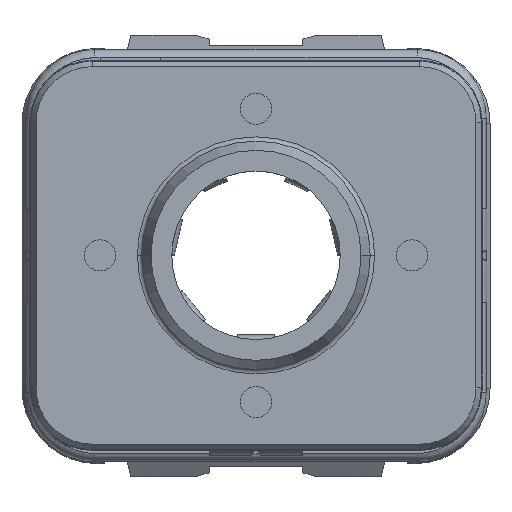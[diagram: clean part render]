
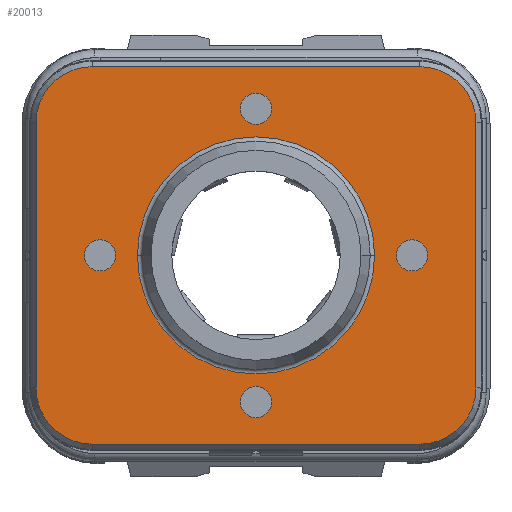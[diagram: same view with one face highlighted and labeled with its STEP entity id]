
A CAD part, top view. The second image highlights one B-rep face of the part: STEP entity #20013.
In plain terms, the highlighted planar face has unit normal (0, 0, 1).
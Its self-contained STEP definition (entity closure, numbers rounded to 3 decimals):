
#7637=CARTESIAN_POINT('',(-5.25,-4.25,4.155));
#7638=DIRECTION('',(0.,0.,1.));
#7639=DIRECTION('',(-1.,0.,0.));
#7640=AXIS2_PLACEMENT_3D('',#7637,#7638,#7639);
#7642=DIRECTION('',(0.,-1.,0.));
#7643=VECTOR('',#7642,8.5);
#7644=CARTESIAN_POINT('',(-7.05,4.25,4.155));
#7645=LINE('',#7644,#7643);
#7646=CARTESIAN_POINT('',(-5.25,4.25,4.155));
#7647=DIRECTION('',(0.,0.,1.));
#7648=DIRECTION('',(0.,1.,0.));
#7649=AXIS2_PLACEMENT_3D('',#7646,#7647,#7648);
#7651=DIRECTION('',(-1.,0.,0.));
#7652=VECTOR('',#7651,10.5);
#7653=CARTESIAN_POINT('',(5.25,6.05,4.155));
#7654=LINE('',#7653,#7652);
#7655=CARTESIAN_POINT('',(5.25,4.25,4.155));
#7656=DIRECTION('',(0.,0.,1.));
#7657=DIRECTION('',(1.,0.,0.));
#7658=AXIS2_PLACEMENT_3D('',#7655,#7656,#7657);
#7660=DIRECTION('',(0.,1.,0.));
#7661=VECTOR('',#7660,8.5);
#7662=CARTESIAN_POINT('',(7.05,-4.25,4.155));
#7663=LINE('',#7662,#7661);
#7664=CARTESIAN_POINT('',(5.25,-4.25,4.155));
#7665=DIRECTION('',(0.,0.,1.));
#7666=DIRECTION('',(0.,-1.,0.));
#7667=AXIS2_PLACEMENT_3D('',#7664,#7665,#7666);
#7669=DIRECTION('',(1.,0.,0.));
#7670=VECTOR('',#7669,10.5);
#7671=CARTESIAN_POINT('',(-5.25,-6.05,4.155));
#7672=LINE('',#7671,#7670);
#7673=CARTESIAN_POINT('',(0.,0.,4.155));
#7674=DIRECTION('',(0.,0.,1.));
#7675=DIRECTION('',(1.,0.,0.));
#7676=AXIS2_PLACEMENT_3D('',#7673,#7674,#7675);
#7678=CARTESIAN_POINT('',(0.,0.,4.155));
#7679=DIRECTION('',(0.,0.,1.));
#7680=DIRECTION('',(-1.,0.,0.));
#7681=AXIS2_PLACEMENT_3D('',#7678,#7679,#7680);
#8971=CARTESIAN_POINT('',(0.,4.7,4.155));
#8972=DIRECTION('',(0.,0.,1.));
#8973=DIRECTION('',(1.,0.,0.));
#8974=AXIS2_PLACEMENT_3D('',#8971,#8972,#8973);
#8980=CARTESIAN_POINT('',(0.,4.7,4.155));
#8981=DIRECTION('',(0.,0.,1.));
#8982=DIRECTION('',(-1.,0.,0.));
#8983=AXIS2_PLACEMENT_3D('',#8980,#8981,#8982);
#8999=CARTESIAN_POINT('',(-5.,0.,4.155));
#9000=DIRECTION('',(0.,0.,1.));
#9001=DIRECTION('',(1.,0.,0.));
#9002=AXIS2_PLACEMENT_3D('',#8999,#9000,#9001);
#9008=CARTESIAN_POINT('',(-5.,0.,4.155));
#9009=DIRECTION('',(0.,0.,1.));
#9010=DIRECTION('',(-1.,0.,0.));
#9011=AXIS2_PLACEMENT_3D('',#9008,#9009,#9010);
#9027=CARTESIAN_POINT('',(5.,0.,4.155));
#9028=DIRECTION('',(0.,0.,1.));
#9029=DIRECTION('',(1.,0.,0.));
#9030=AXIS2_PLACEMENT_3D('',#9027,#9028,#9029);
#9036=CARTESIAN_POINT('',(5.,0.,4.155));
#9037=DIRECTION('',(0.,0.,1.));
#9038=DIRECTION('',(-1.,0.,0.));
#9039=AXIS2_PLACEMENT_3D('',#9036,#9037,#9038);
#9055=CARTESIAN_POINT('',(0.,-4.7,4.155));
#9056=DIRECTION('',(0.,0.,1.));
#9057=DIRECTION('',(1.,0.,0.));
#9058=AXIS2_PLACEMENT_3D('',#9055,#9056,#9057);
#9064=CARTESIAN_POINT('',(0.,-4.7,4.155));
#9065=DIRECTION('',(0.,0.,1.));
#9066=DIRECTION('',(-1.,0.,0.));
#9067=AXIS2_PLACEMENT_3D('',#9064,#9065,#9066);
#11324=CARTESIAN_POINT('',(-7.05,-4.25,4.155));
#11325=CARTESIAN_POINT('',(-5.25,-6.05,4.155));
#11326=VERTEX_POINT('',#11324);
#11327=VERTEX_POINT('',#11325);
#11328=CARTESIAN_POINT('',(5.25,-6.05,4.155));
#11329=VERTEX_POINT('',#11328);
#11330=CARTESIAN_POINT('',(7.05,-4.25,4.155));
#11331=VERTEX_POINT('',#11330);
#11332=CARTESIAN_POINT('',(7.05,4.25,4.155));
#11333=VERTEX_POINT('',#11332);
#11334=CARTESIAN_POINT('',(5.25,6.05,4.155));
#11335=VERTEX_POINT('',#11334);
#11336=CARTESIAN_POINT('',(-5.25,6.05,4.155));
#11337=VERTEX_POINT('',#11336);
#11338=CARTESIAN_POINT('',(-7.05,4.25,4.155));
#11339=VERTEX_POINT('',#11338);
#11404=CARTESIAN_POINT('',(3.8,0.,4.155));
#11405=CARTESIAN_POINT('',(-3.8,0.,4.155));
#11406=VERTEX_POINT('',#11404);
#11407=VERTEX_POINT('',#11405);
#11656=CARTESIAN_POINT('',(0.5,4.7,4.155));
#11657=CARTESIAN_POINT('',(-0.5,4.7,4.155));
#11658=VERTEX_POINT('',#11656);
#11659=VERTEX_POINT('',#11657);
#11660=CARTESIAN_POINT('',(-4.5,0.,4.155));
#11661=CARTESIAN_POINT('',(-5.5,0.,4.155));
#11662=VERTEX_POINT('',#11660);
#11663=VERTEX_POINT('',#11661);
#11664=CARTESIAN_POINT('',(5.5,0.,4.155));
#11665=CARTESIAN_POINT('',(4.5,0.,4.155));
#11666=VERTEX_POINT('',#11664);
#11667=VERTEX_POINT('',#11665);
#11668=CARTESIAN_POINT('',(0.5,-4.7,4.155));
#11669=CARTESIAN_POINT('',(-0.5,-4.7,4.155));
#11670=VERTEX_POINT('',#11668);
#11671=VERTEX_POINT('',#11669);
#19968=CARTESIAN_POINT('',(0.,0.,4.155));
#19969=DIRECTION('',(0.,0.,1.));
#19970=DIRECTION('',(1.,0.,0.));
#19971=AXIS2_PLACEMENT_3D('',#19968,#19969,#19970);
#19972=PLANE('',#19971);
#19973=ORIENTED_EDGE('',*,*,#19783,.F.);
#19974=ORIENTED_EDGE('',*,*,#19824,.F.);
#19975=ORIENTED_EDGE('',*,*,#19839,.F.);
#19976=ORIENTED_EDGE('',*,*,#19880,.F.);
#19977=ORIENTED_EDGE('',*,*,#19895,.F.);
#19978=ORIENTED_EDGE('',*,*,#19936,.F.);
#19979=ORIENTED_EDGE('',*,*,#19950,.F.);
#19980=ORIENTED_EDGE('',*,*,#19767,.F.);
#19981=EDGE_LOOP('',(#19973,#19974,#19975,#19976,#19977,#19978,#19979,#19980));
#19982=FACE_OUTER_BOUND('',#19981,.F.);
#19984=ORIENTED_EDGE('',*,*,#19983,.T.);
#19986=ORIENTED_EDGE('',*,*,#19985,.T.);
#19987=EDGE_LOOP('',(#19984,#19986));
#19988=FACE_BOUND('',#19987,.F.);
#19990=ORIENTED_EDGE('',*,*,#19989,.T.);
#19992=ORIENTED_EDGE('',*,*,#19991,.T.);
#19993=EDGE_LOOP('',(#19990,#19992));
#19994=FACE_BOUND('',#19993,.F.);
#19996=ORIENTED_EDGE('',*,*,#19995,.T.);
#19998=ORIENTED_EDGE('',*,*,#19997,.T.);
#19999=EDGE_LOOP('',(#19996,#19998));
#20000=FACE_BOUND('',#19999,.F.);
#20002=ORIENTED_EDGE('',*,*,#20001,.T.);
#20004=ORIENTED_EDGE('',*,*,#20003,.T.);
#20005=EDGE_LOOP('',(#20002,#20004));
#20006=FACE_BOUND('',#20005,.F.);
#20008=ORIENTED_EDGE('',*,*,#20007,.T.);
#20010=ORIENTED_EDGE('',*,*,#20009,.T.);
#20011=EDGE_LOOP('',(#20008,#20010));
#20012=FACE_BOUND('',#20011,.F.);
#20013=ADVANCED_FACE('',(#19982,#19988,#19994,#20000,#20006,#20012),#19972,.T.);
#7641=CIRCLE('',#7640,1.8);
#7650=CIRCLE('',#7649,1.8);
#7659=CIRCLE('',#7658,1.8);
#7668=CIRCLE('',#7667,1.8);
#7677=CIRCLE('',#7676,3.8);
#7682=CIRCLE('',#7681,3.8);
#8975=CIRCLE('',#8974,0.5);
#8984=CIRCLE('',#8983,0.5);
#9003=CIRCLE('',#9002,0.5);
#9012=CIRCLE('',#9011,0.5);
#9031=CIRCLE('',#9030,0.5);
#9040=CIRCLE('',#9039,0.5);
#9059=CIRCLE('',#9058,0.5);
#9068=CIRCLE('',#9067,0.5);
#19767=EDGE_CURVE('',#11327,#11329,#7672,.T.);
#19783=EDGE_CURVE('',#11326,#11327,#7641,.T.);
#19824=EDGE_CURVE('',#11339,#11326,#7645,.T.);
#19839=EDGE_CURVE('',#11337,#11339,#7650,.T.);
#19880=EDGE_CURVE('',#11335,#11337,#7654,.T.);
#19895=EDGE_CURVE('',#11333,#11335,#7659,.T.);
#19936=EDGE_CURVE('',#11331,#11333,#7663,.T.);
#19950=EDGE_CURVE('',#11329,#11331,#7668,.T.);
#19983=EDGE_CURVE('',#11406,#11407,#7677,.T.);
#19985=EDGE_CURVE('',#11407,#11406,#7682,.T.);
#19989=EDGE_CURVE('',#11658,#11659,#8975,.T.);
#19991=EDGE_CURVE('',#11659,#11658,#8984,.T.);
#19995=EDGE_CURVE('',#11662,#11663,#9003,.T.);
#19997=EDGE_CURVE('',#11663,#11662,#9012,.T.);
#20001=EDGE_CURVE('',#11666,#11667,#9031,.T.);
#20003=EDGE_CURVE('',#11667,#11666,#9040,.T.);
#20007=EDGE_CURVE('',#11670,#11671,#9059,.T.);
#20009=EDGE_CURVE('',#11671,#11670,#9068,.T.);
